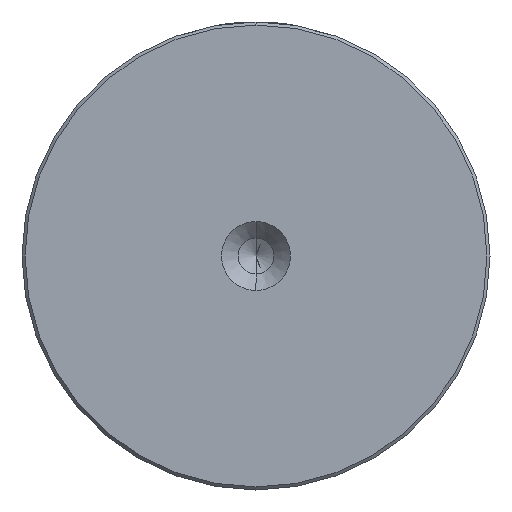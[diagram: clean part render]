
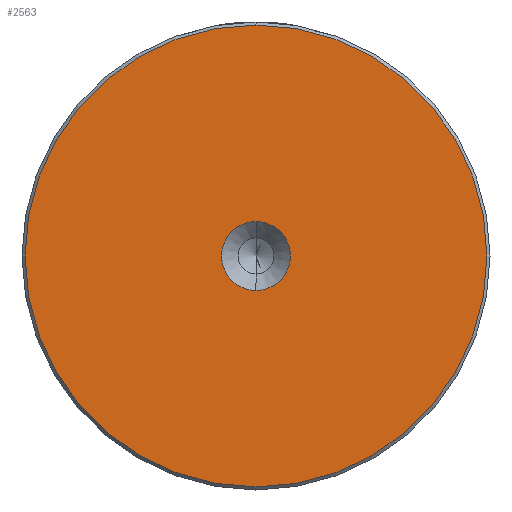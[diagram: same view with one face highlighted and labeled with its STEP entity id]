
A CAD part, left-side view. The second image highlights one B-rep face of the part: STEP entity #2563.
In plain terms, the highlighted planar face has unit normal (-1, 0, 0).
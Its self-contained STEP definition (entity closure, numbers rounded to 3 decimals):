
#8 = VERTEX_POINT ( 'NONE', #252 ) ;
#10 = VERTEX_POINT ( 'NONE', #356 ) ;
#29 = CARTESIAN_POINT ( 'NONE',  ( 0., 0., 0. ) ) ;
#94 = ORIENTED_EDGE ( 'NONE', *, *, #987, .T. ) ;
#123 = CARTESIAN_POINT ( 'NONE',  ( 0., 0., -37.5 ) ) ;
#133 = VERTEX_POINT ( 'NONE', #2017 ) ;
#226 = ORIENTED_EDGE ( 'NONE', *, *, #445, .F. ) ;
#252 = CARTESIAN_POINT ( 'NONE',  ( 0., 0., 37.5 ) ) ;
#259 = DIRECTION ( 'NONE',  ( -1., 0., 0. ) ) ;
#288 = AXIS2_PLACEMENT_3D ( 'NONE', #29, #259, #1695 ) ;
#356 = CARTESIAN_POINT ( 'NONE',  ( 0., 0., 5.6 ) ) ;
#357 = DIRECTION ( 'NONE',  ( 0., 0., 1. ) ) ;
#363 = EDGE_CURVE ( 'NONE', #1536, #8, #857, .T. ) ;
#371 = DIRECTION ( 'NONE',  ( -1., 0., 0. ) ) ;
#381 = CARTESIAN_POINT ( 'NONE',  ( 0., 0., 0. ) ) ;
#445 = EDGE_CURVE ( 'NONE', #133, #10, #1885, .T. ) ;
#548 = FACE_OUTER_BOUND ( 'NONE', #2564, .T. ) ;
#757 = DIRECTION ( 'NONE',  ( 0., 0., 1. ) ) ;
#803 = DIRECTION ( 'NONE',  ( -1., 0., 0. ) ) ;
#857 = CIRCLE ( 'NONE', #1860, 37.5 ) ;
#955 = CARTESIAN_POINT ( 'NONE',  ( 0., 0., 0. ) ) ;
#977 = DIRECTION ( 'NONE',  ( -1., 0., 0. ) ) ;
#987 = EDGE_CURVE ( 'NONE', #8, #1536, #2113, .T. ) ;
#1026 = AXIS2_PLACEMENT_3D ( 'NONE', #955, #2391, #1158 ) ;
#1158 = DIRECTION ( 'NONE',  ( 0., 0., 1. ) ) ;
#1199 = CARTESIAN_POINT ( 'NONE',  ( 0., 0., 0. ) ) ;
#1330 = ORIENTED_EDGE ( 'NONE', *, *, #1869, .F. ) ;
#1536 = VERTEX_POINT ( 'NONE', #123 ) ;
#1546 = CIRCLE ( 'NONE', #1026, 5.6 ) ;
#1643 = ORIENTED_EDGE ( 'NONE', *, *, #363, .T. ) ;
#1695 = DIRECTION ( 'NONE',  ( 0., 0., 1. ) ) ;
#1860 = AXIS2_PLACEMENT_3D ( 'NONE', #1199, #977, #757 ) ;
#1869 = EDGE_CURVE ( 'NONE', #10, #133, #1546, .T. ) ;
#1885 = CIRCLE ( 'NONE', #2541, 5.6 ) ;
#2017 = CARTESIAN_POINT ( 'NONE',  ( 0., 0., -5.6 ) ) ;
#2037 = CARTESIAN_POINT ( 'NONE',  ( 0., 0., 0. ) ) ;
#2103 = PLANE ( 'NONE',  #288 ) ;
#2113 = CIRCLE ( 'NONE', #2369, 37.5 ) ;
#2240 = DIRECTION ( 'NONE',  ( 0., 0., 1. ) ) ;
#2369 = AXIS2_PLACEMENT_3D ( 'NONE', #2037, #803, #2240 ) ;
#2391 = DIRECTION ( 'NONE',  ( -1., 0., 0. ) ) ;
#2403 = EDGE_LOOP ( 'NONE', ( #1330, #226 ) ) ;
#2541 = AXIS2_PLACEMENT_3D ( 'NONE', #381, #371, #357 ) ;
#2563 = ADVANCED_FACE ( 'NONE', ( #548, #2673 ), #2103, .T. ) ;
#2564 = EDGE_LOOP ( 'NONE', ( #1643, #94 ) ) ;
#2673 = FACE_BOUND ( 'NONE', #2403, .T. ) ;
